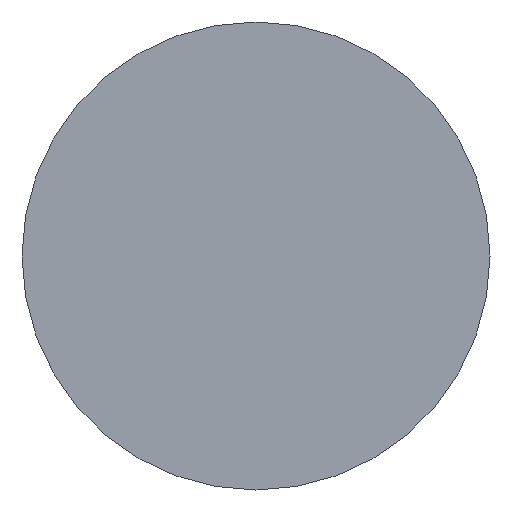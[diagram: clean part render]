
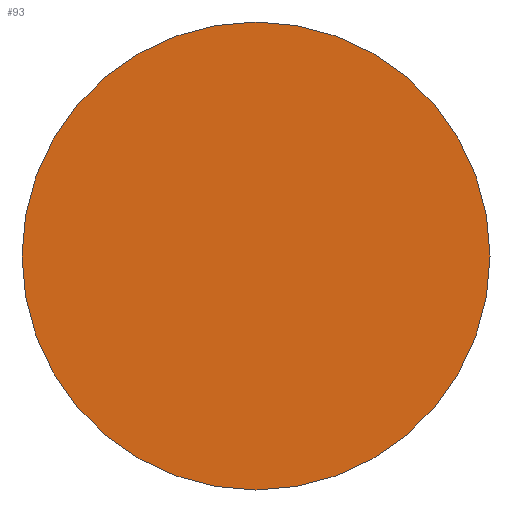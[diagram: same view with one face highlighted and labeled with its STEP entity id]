
A CAD part, left-side view. The second image highlights one B-rep face of the part: STEP entity #93.
In plain terms, the highlighted planar face has unit normal (-1, 0, 0).
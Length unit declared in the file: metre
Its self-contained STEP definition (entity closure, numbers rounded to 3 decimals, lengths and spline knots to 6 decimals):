
#16=ORIENTED_EDGE('',*,*,#32,.T.);
#32=EDGE_CURVE('',#40,#40,#48,.T.);
#40=VERTEX_POINT('',#171);
#48=CIRCLE('',#116,0.005);
#56=EDGE_LOOP('',(#16));
#72=FACE_BOUND('',#56,.T.);
#88=PLANE('',#115);
#93=ADVANCED_FACE('',(#72),#88,.T.);
#115=AXIS2_PLACEMENT_3D('',#169,#134,#135);
#116=AXIS2_PLACEMENT_3D('',#170,#136,#137);
#134=DIRECTION('',(-1.,0.,0.));
#135=DIRECTION('',(0.,0.,1.));
#136=DIRECTION('',(-1.,0.,0.));
#137=DIRECTION('',(0.,0.,1.));
#169=CARTESIAN_POINT('',(0.016,0.0025,0.));
#170=CARTESIAN_POINT('',(0.016,0.,0.));
#171=CARTESIAN_POINT('',(0.016,0.,0.005));
